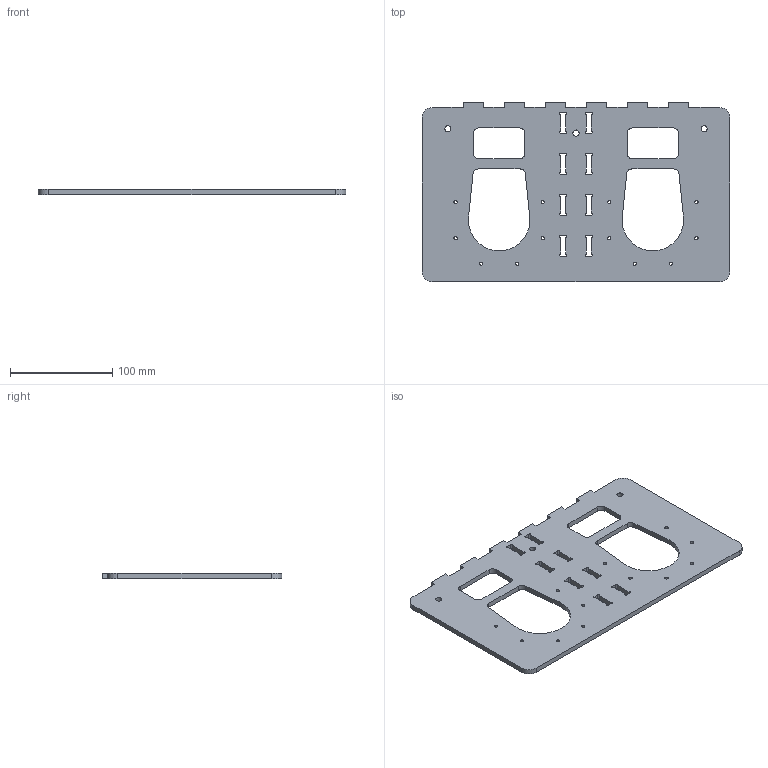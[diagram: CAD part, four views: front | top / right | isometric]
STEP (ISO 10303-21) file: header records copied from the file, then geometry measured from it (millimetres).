
FILE_DESCRIPTION(/* description */ (''),/* implementation_level */ '2;1');
FILE_NAME(/* name */ 'RP_Waist-Under.stp',/* time_stamp */ '2025-07-02T13:17:09+09:00',/* author */ ('佐藤智貴'),/* organization */ (''),/* preprocessor_version */ 'ST-DEVELOPER v20',/* originating_system */ 'Autodesk Inventor 2024',/* authorisation */ '');
FILE_SCHEMA (('AUTOMOTIVE_DESIGN { 1 0 10303 214 3 1 1 }'));
Length unit declared in the file: millimetre
Products named in the file (1): RP_Waist-Under
Bounding box: 300 x 175 x 5 mm (x, y, z)
Volume: 195796.3 mm3; surface area: 90261.4 mm2
Topology: 1 solids, 1 shells, 141 faces, 417 edges, 278 vertices
Faces by surface type: plane 76, cylinder 65
Full cylindrical faces by diameter (mm): 3.2 x12, 6 x3
Entity records: 4892 total; most frequent: CARTESIAN_POINT 837, ORIENTED_EDGE 834, DIRECTION 831, EDGE_CURVE 417, LINE 287, VECTOR 287, VERTEX_POINT 278, AXIS2_PLACEMENT_3D 272
